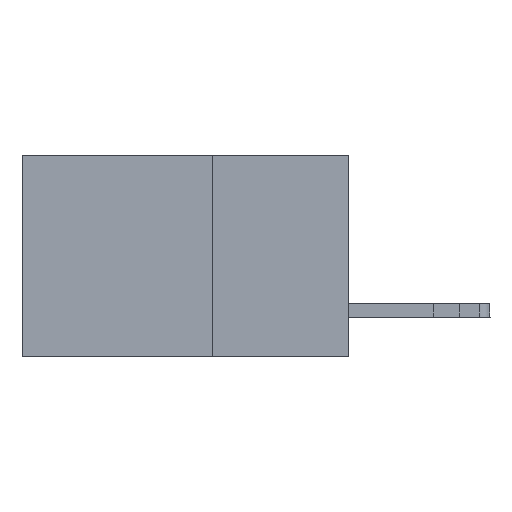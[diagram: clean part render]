
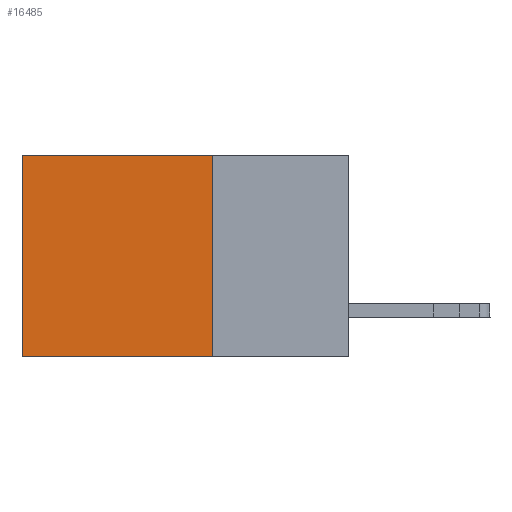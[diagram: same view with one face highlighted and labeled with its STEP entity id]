
A CAD part, left-side view. The second image highlights one B-rep face of the part: STEP entity #16485.
In plain terms, the highlighted planar face has unit normal (-1, 0, 0).
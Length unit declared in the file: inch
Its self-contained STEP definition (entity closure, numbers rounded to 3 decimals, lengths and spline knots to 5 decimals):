
#1099 = CARTESIAN_POINT ( 'NONE',  ( 0.298, 0.25, -0.37 ) ) ;
#1555 = AXIS2_PLACEMENT_3D ( 'NONE', #9943, #17445, #13632 ) ;
#1682 = VERTEX_POINT ( 'NONE', #5561 ) ;
#1696 = LINE ( 'NONE', #3921, #6385 ) ;
#2747 = EDGE_CURVE ( 'NONE', #8555, #14966, #16539, .T. ) ;
#2995 = LINE ( 'NONE', #3253, #10432 ) ;
#3253 = CARTESIAN_POINT ( 'NONE',  ( 0.298, 0.25, 0. ) ) ;
#3921 = CARTESIAN_POINT ( 'NONE',  ( 0.298, 0.6, 0. ) ) ;
#4015 = FACE_OUTER_BOUND ( 'NONE', #21224, .T. ) ;
#4553 = DIRECTION ( 'NONE',  ( 0., 0., -1. ) ) ;
#5561 = CARTESIAN_POINT ( 'NONE',  ( 0.298, 0.25, 0. ) ) ;
#6385 = VECTOR ( 'NONE', #9247, 39.37008 ) ;
#7649 = EDGE_CURVE ( 'NONE', #1682, #8555, #14183, .T. ) ;
#8555 = VERTEX_POINT ( 'NONE', #18783 ) ;
#8638 = CARTESIAN_POINT ( 'NONE',  ( 0.298, 0.25, 0. ) ) ;
#9111 = ORIENTED_EDGE ( 'NONE', *, *, #2747, .F. ) ;
#9247 = DIRECTION ( 'NONE',  ( 0., 0., -1. ) ) ;
#9714 = VECTOR ( 'NONE', #23905, 39.37008 ) ;
#9886 = VERTEX_POINT ( 'NONE', #15341 ) ;
#9943 = CARTESIAN_POINT ( 'NONE',  ( 0.298, 0.25, 0. ) ) ;
#10432 = VECTOR ( 'NONE', #21873, 39.37008 ) ;
#10671 = VECTOR ( 'NONE', #4553, 39.37008 ) ;
#11344 = CARTESIAN_POINT ( 'NONE',  ( 0.298, 0.6, -0.37 ) ) ;
#13632 = DIRECTION ( 'NONE',  ( 0., 0., -1. ) ) ;
#13741 = ORIENTED_EDGE ( 'NONE', *, *, #19079, .T. ) ;
#14183 = LINE ( 'NONE', #8638, #10671 ) ;
#14966 = VERTEX_POINT ( 'NONE', #11344 ) ;
#15341 = CARTESIAN_POINT ( 'NONE',  ( 0.298, 0.6, 0. ) ) ;
#16485 = ADVANCED_FACE ( 'NONE', ( #4015 ), #16985, .F. ) ;
#16539 = LINE ( 'NONE', #1099, #9714 ) ;
#16985 = PLANE ( 'NONE',  #1555 ) ;
#17318 = ORIENTED_EDGE ( 'NONE', *, *, #7649, .F. ) ;
#17444 = ORIENTED_EDGE ( 'NONE', *, *, #24072, .T. ) ;
#17445 = DIRECTION ( 'NONE',  ( 1., 0., 0. ) ) ;
#18783 = CARTESIAN_POINT ( 'NONE',  ( 0.298, 0.25, -0.37 ) ) ;
#19079 = EDGE_CURVE ( 'NONE', #9886, #14966, #1696, .T. ) ;
#21224 = EDGE_LOOP ( 'NONE', ( #13741, #9111, #17318, #17444 ) ) ;
#21873 = DIRECTION ( 'NONE',  ( 0., 1., 0. ) ) ;
#23905 = DIRECTION ( 'NONE',  ( 0., 1., 0. ) ) ;
#24072 = EDGE_CURVE ( 'NONE', #1682, #9886, #2995, .T. ) ;
